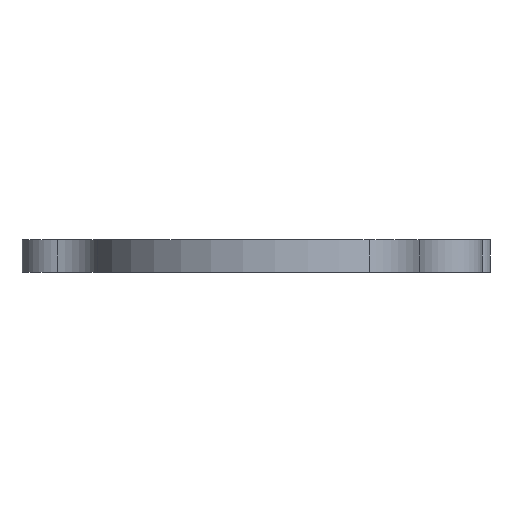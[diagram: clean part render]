
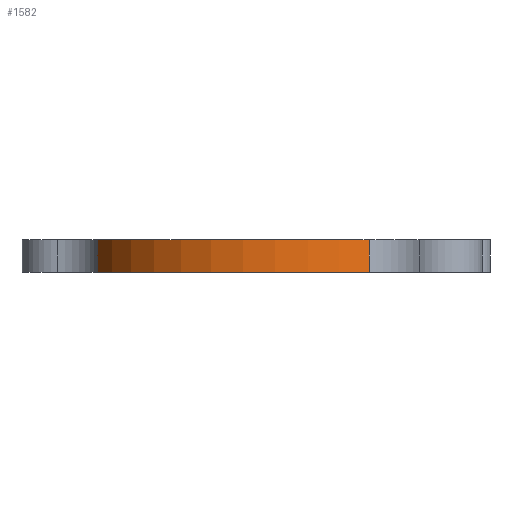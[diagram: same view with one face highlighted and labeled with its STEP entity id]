
A CAD part, left-side view. The second image highlights one B-rep face of the part: STEP entity #1582.
In plain terms, the highlighted cylindrical face has radius 23.8 mm (diameter 47.6 mm), a partial arc.
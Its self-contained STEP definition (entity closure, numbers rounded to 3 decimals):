
#141=CARTESIAN_POINT('Vertex',(-20.918,-11.353,0.)) ;
#144=CARTESIAN_POINT('Axis2P3D Location',(0.,0.,0.)) ;
#148=CARTESIAN_POINT('Vertex',(-8.726,22.143,0.)) ;
#465=CARTESIAN_POINT('Vertex',(-8.726,22.143,4.)) ;
#468=CARTESIAN_POINT('Axis2P3D Location',(0.,0.,4.)) ;
#472=CARTESIAN_POINT('Vertex',(-20.918,-11.353,4.)) ;
#1554=CARTESIAN_POINT('Line Origine',(-20.918,-11.353,2.)) ;
#1566=CARTESIAN_POINT('Axis2P3D Location',(0.,0.,2.)) ;
#1571=CARTESIAN_POINT('Line Origine',(-8.726,22.143,2.)) ;
#145=DIRECTION('Axis2P3D Direction',(0.,0.,1.)) ;
#469=DIRECTION('Axis2P3D Direction',(0.,0.,1.)) ;
#1555=DIRECTION('Vector Direction',(0.,0.,1.)) ;
#1567=DIRECTION('Axis2P3D Direction',(0.,0.,1.)) ;
#1568=DIRECTION('Axis2P3D XDirection',(-0.367,0.93,0.)) ;
#1572=DIRECTION('Vector Direction',(0.,0.,1.)) ;
#146=AXIS2_PLACEMENT_3D('Circle Axis2P3D',#144,#145,$) ;
#470=AXIS2_PLACEMENT_3D('Circle Axis2P3D',#468,#469,$) ;
#1569=AXIS2_PLACEMENT_3D('Cylinder Axis2P3D',#1566,#1567,#1568) ;
#1577=ORIENTED_EDGE('',*,*,#1575,.F.) ;
#1578=ORIENTED_EDGE('',*,*,#150,.T.) ;
#1579=ORIENTED_EDGE('',*,*,#1558,.T.) ;
#1580=ORIENTED_EDGE('',*,*,#474,.F.) ;
#1556=VECTOR('Line Direction',#1555,1.) ;
#1573=VECTOR('Line Direction',#1572,1.) ;
#1582=ADVANCED_FACE('',(#1581),#1570,.T.) ;
#147=CIRCLE('generated circle',#146,23.8) ;
#471=CIRCLE('generated circle',#470,23.8) ;
#1570=CYLINDRICAL_SURFACE('generated cylinder',#1569,23.8) ;
#150=EDGE_CURVE('',#149,#142,#147,.T.) ;
#474=EDGE_CURVE('',#466,#473,#471,.T.) ;
#1558=EDGE_CURVE('',#142,#473,#1557,.T.) ;
#1575=EDGE_CURVE('',#149,#466,#1574,.T.) ;
#1576=EDGE_LOOP('',(#1577,#1578,#1579,#1580)) ;
#1581=FACE_OUTER_BOUND('',#1576,.T.) ;
#1557=LINE('Line',#1554,#1556) ;
#1574=LINE('Line',#1571,#1573) ;
#142=VERTEX_POINT('',#141) ;
#149=VERTEX_POINT('',#148) ;
#466=VERTEX_POINT('',#465) ;
#473=VERTEX_POINT('',#472) ;
